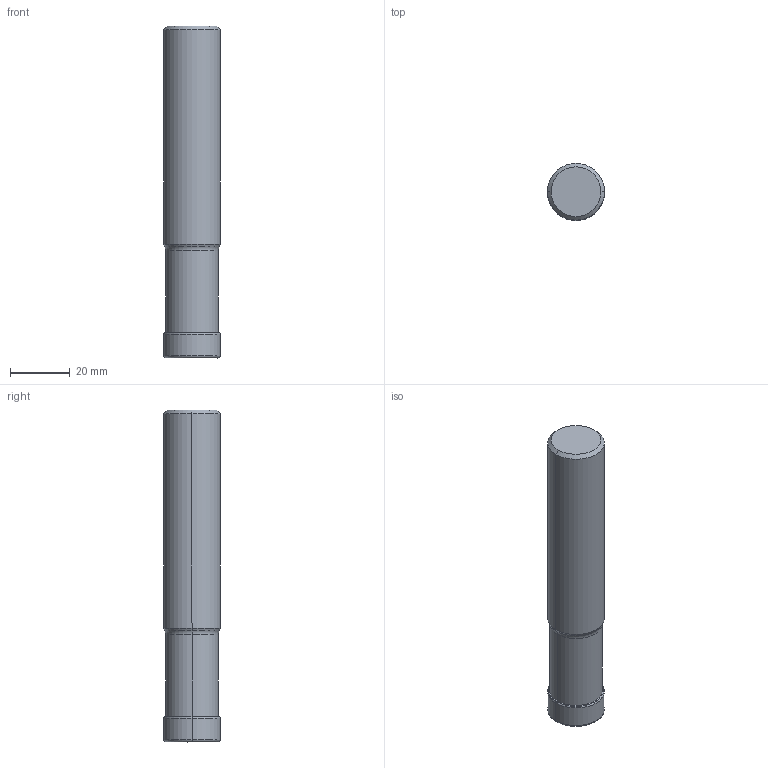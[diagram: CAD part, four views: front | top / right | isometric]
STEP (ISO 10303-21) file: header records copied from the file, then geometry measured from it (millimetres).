
FILE_DESCRIPTION(/* description */ (''),/* implementation_level */ '2;1');
FILE_NAME(/* name */ 'VPX200UR1202FA12S_IR0_031.stp',/* time_stamp */ '2025-07-08T15:38:27+09:00',/* author */ (''),/* organization */ (''),/* preprocessor_version */ 'ST-DEVELOPER v18.101',/* originating_system */ 'SIEMENS PLM Software NX 2011',/* authorisation */ '');
FILE_SCHEMA (('AUTOMOTIVE_DESIGN { 1 0 10303 214 3 1 1 1 }'));
Length unit declared in the file: millimetre
Products named in the file (1): VPX200UR1202FA12S_IR0_031_ASM
Bounding box: 19.05 x 19.05 x 111.12 mm (x, y, z)
Volume: 31140.5 mm3; surface area: 8007 mm2
Topology: 2 solids, 2 shells, 49 faces, 126 edges, 95 vertices
Faces by surface type: torus 18, bspline 10, cylinder 6, cone 6, revolution 4, plane 3, sphere 2
Entity records: 2156 total; most frequent: CARTESIAN_POINT 943, DIRECTION 233, ORIENTED_EDGE 224, EDGE_CURVE 112, AXIS2_PLACEMENT_3D 108, VERTEX_POINT 66, CIRCLE 65, EDGE_LOOP 50
